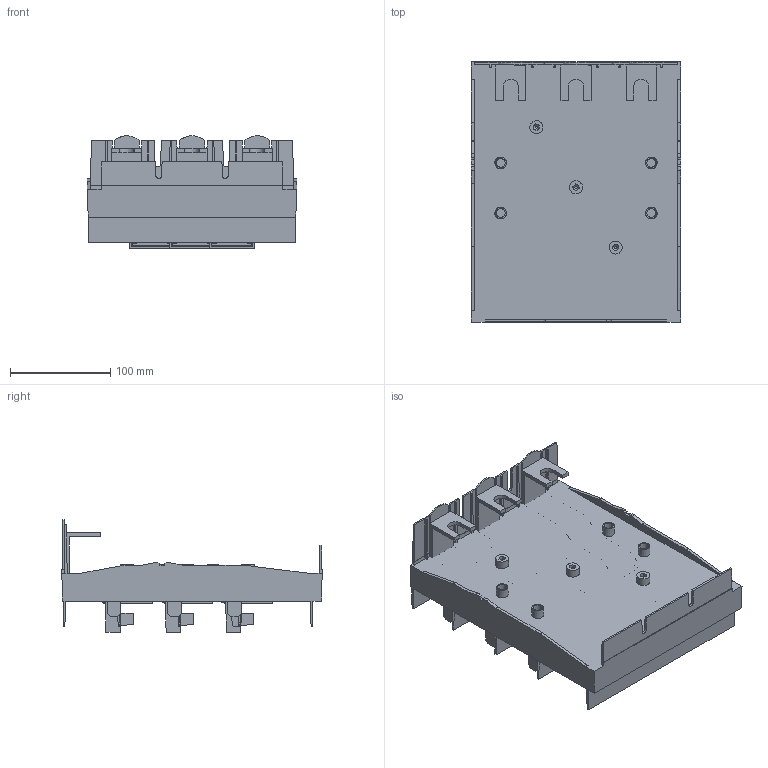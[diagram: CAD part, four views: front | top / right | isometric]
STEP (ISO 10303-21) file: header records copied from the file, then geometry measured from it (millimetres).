
FILE_DESCRIPTION((''),'2;1');
FILE_NAME('81','2024-01-04T17:09:47',('20724'),(''),'CREO PARAMETRIC BY PTC INC, 2016390','CREO PARAMETRIC BY PTC INC, 2016390','');
FILE_SCHEMA(('AUTOMOTIVE_DESIGN { 1 0 10303 214 1 1 1 1 }'));
Length unit declared in the file: millimetre
Products named in the file (1): 81
Bounding box: 209.01 x 259.65 x 112 mm (x, y, z)
Surface area: 283028.7 mm2 (no closed solid volume)
Topology: 0 solids, 20 shells, 499 faces, 1587 edges, 1122 vertices
Faces by surface type: plane 405, cylinder 64, cone 30
Entity records: 22300 total; most frequent: CARTESIAN_POINT 3792, ORIENTED_EDGE 2907, DIRECTION 2598, EDGE_CURVE 1587, PRESENTATION_STYLE_ASSIGNMENT 1435, STYLED_ITEM 1435, CURVE_STYLE 1384, VECTOR 1298
